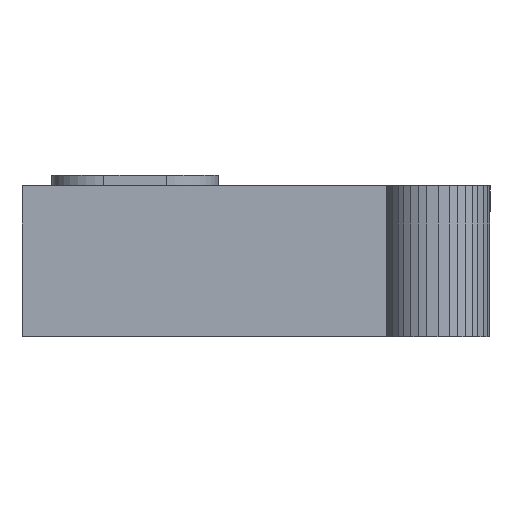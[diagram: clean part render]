
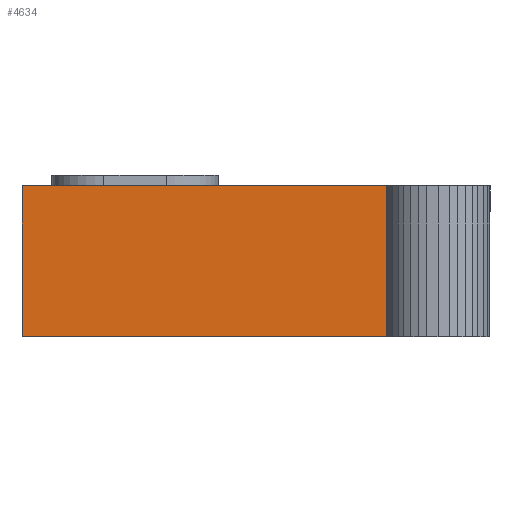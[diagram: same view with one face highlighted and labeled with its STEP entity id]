
A CAD part, left-side view. The second image highlights one B-rep face of the part: STEP entity #4634.
In plain terms, the highlighted planar face has unit normal (-1, 0, 0).
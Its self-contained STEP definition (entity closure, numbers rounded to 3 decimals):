
#100=FACE_OUTER_BOUND('',#374,.T.);
#374=EDGE_LOOP('',(#3018,#3019,#3020,#3021));
#663=LINE('',#6489,#1294);
#664=LINE('',#6491,#1295);
#665=LINE('',#6493,#1296);
#666=LINE('',#6494,#1297);
#1294=VECTOR('',#5236,10.);
#1295=VECTOR('',#5237,1000.);
#1296=VECTOR('',#5238,10.);
#1297=VECTOR('',#5239,1000.);
#1925=VERTEX_POINT('',#6487);
#1926=VERTEX_POINT('',#6488);
#1927=VERTEX_POINT('',#6490);
#1928=VERTEX_POINT('',#6492);
#2337=EDGE_CURVE('',#1925,#1926,#663,.T.);
#2338=EDGE_CURVE('',#1926,#1927,#664,.T.);
#2339=EDGE_CURVE('',#1928,#1927,#665,.T.);
#2340=EDGE_CURVE('',#1928,#1925,#666,.T.);
#3018=ORIENTED_EDGE('',*,*,#2337,.T.);
#3019=ORIENTED_EDGE('',*,*,#2338,.T.);
#3020=ORIENTED_EDGE('',*,*,#2339,.F.);
#3021=ORIENTED_EDGE('',*,*,#2340,.T.);
#4380=PLANE('',#4922);
#4634=ADVANCED_FACE('',(#100),#4380,.T.);
#4922=AXIS2_PLACEMENT_3D('',#6486,#5234,#5235);
#5234=DIRECTION('center_axis',(-1.,0.,0.));
#5235=DIRECTION('ref_axis',(0.,-1.,0.));
#5236=DIRECTION('',(0.,0.,-1.));
#5237=DIRECTION('',(0.,-1.,0.));
#5238=DIRECTION('',(0.,0.,-1.));
#5239=DIRECTION('',(0.,1.,0.));
#6486=CARTESIAN_POINT('Origin',(-13.377,-6.791,0.906));
#6487=CARTESIAN_POINT('',(-13.377,8.709,1.906));
#6488=CARTESIAN_POINT('',(-13.377,8.709,-3.894));
#6489=CARTESIAN_POINT('',(-13.377,8.709,0.906));
#6490=CARTESIAN_POINT('',(-13.377,-5.291,-3.894));
#6491=CARTESIAN_POINT('',(-13.377,-6.791,-3.894));
#6492=CARTESIAN_POINT('',(-13.377,-5.291,1.906));
#6493=CARTESIAN_POINT('',(-13.377,-5.291,1.195));
#6494=CARTESIAN_POINT('',(-13.377,-6.791,1.906));
